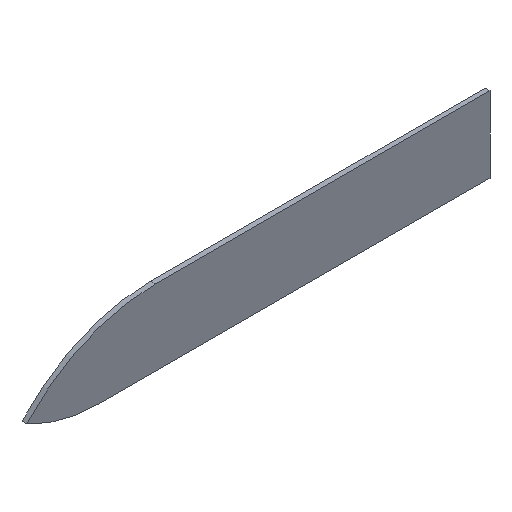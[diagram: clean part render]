
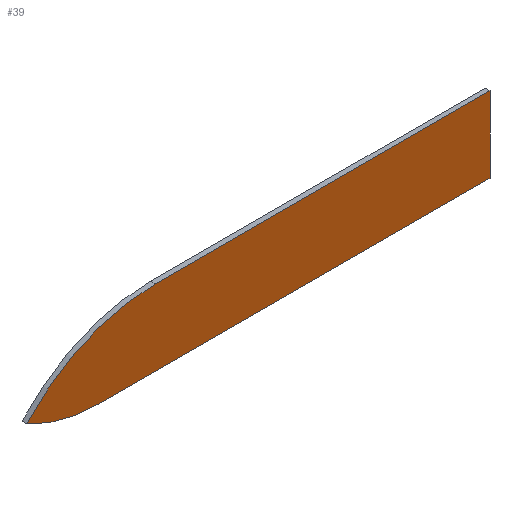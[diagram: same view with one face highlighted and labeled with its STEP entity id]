
A CAD part, isometric view. The second image highlights one B-rep face of the part: STEP entity #39.
In plain terms, the highlighted planar face has unit normal (0, -1, 0).
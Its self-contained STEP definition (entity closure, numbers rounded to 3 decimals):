
#2 = CARTESIAN_POINT ( 'NONE',  ( -48.445, -0.5, -3.991 ) ) ;
#4 = EDGE_CURVE ( 'NONE', #233, #126, #170, .T. ) ;
#5 = ORIENTED_EDGE ( 'NONE', *, *, #77, .F. ) ;
#8 = VECTOR ( 'NONE', #119, 1000. ) ;
#15 = CARTESIAN_POINT ( 'NONE',  ( -33.174, -0.5, -7.921 ) ) ;
#17 = VERTEX_POINT ( 'NONE', #237 ) ;
#18 = DIRECTION ( 'NONE',  ( 0., 0., -1. ) ) ;
#21 = EDGE_CURVE ( 'NONE', #43, #181, #214, .T. ) ;
#23 = CARTESIAN_POINT ( 'NONE',  ( 48.454, -0.5, 7.921 ) ) ;
#38 = DIRECTION ( 'NONE',  ( -1., 0., 0. ) ) ;
#39 = ADVANCED_FACE ( 'NONE', ( #150 ), #125, .F. ) ;
#43 = VERTEX_POINT ( 'NONE', #201 ) ;
#44 = DIRECTION ( 'NONE',  ( 0., 1., 0. ) ) ;
#46 = CARTESIAN_POINT ( 'NONE',  ( 48.454, -0.5, -7.921 ) ) ;
#47 = DIRECTION ( 'NONE',  ( 0., 0., -1. ) ) ;
#67 = ORIENTED_EDGE ( 'NONE', *, *, #21, .F. ) ;
#77 = EDGE_CURVE ( 'NONE', #181, #233, #230, .T. ) ;
#78 = CARTESIAN_POINT ( 'NONE',  ( -33.174, -0.5, 23.716 ) ) ;
#92 = CARTESIAN_POINT ( 'NONE',  ( -21.546, -0.5, 7.921 ) ) ;
#111 = CARTESIAN_POINT ( 'NONE',  ( -21.546, -0.5, -28.407 ) ) ;
#119 = DIRECTION ( 'NONE',  ( 1., 0., 0. ) ) ;
#122 = VECTOR ( 'NONE', #38, 1000. ) ;
#125 = PLANE ( 'NONE',  #213 ) ;
#126 = VERTEX_POINT ( 'NONE', #2 ) ;
#135 = ORIENTED_EDGE ( 'NONE', *, *, #4, .F. ) ;
#150 = FACE_OUTER_BOUND ( 'NONE', #231, .T. ) ;
#153 = DIRECTION ( 'NONE',  ( 0., 1., 0. ) ) ;
#163 = VECTOR ( 'NONE', #47, 1000. ) ;
#164 = DIRECTION ( 'NONE',  ( 0., 1., 0. ) ) ;
#169 = LINE ( 'NONE', #92, #8 ) ;
#170 = CIRCLE ( 'NONE', #178, 31.637 ) ;
#171 = EDGE_CURVE ( 'NONE', #17, #43, #169, .T. ) ;
#172 = CIRCLE ( 'NONE', #235, 36.328 ) ;
#178 = AXIS2_PLACEMENT_3D ( 'NONE', #78, #164, #191 ) ;
#179 = DIRECTION ( 'NONE',  ( 0., 0., 1. ) ) ;
#181 = VERTEX_POINT ( 'NONE', #46 ) ;
#191 = DIRECTION ( 'NONE',  ( 0., 0., 1. ) ) ;
#196 = CARTESIAN_POINT ( 'NONE',  ( -33.174, -0.5, 23.716 ) ) ;
#198 = ORIENTED_EDGE ( 'NONE', *, *, #171, .F. ) ;
#201 = CARTESIAN_POINT ( 'NONE',  ( 48.454, -0.5, 7.921 ) ) ;
#202 = CARTESIAN_POINT ( 'NONE',  ( -33.174, -0.5, -7.921 ) ) ;
#207 = EDGE_CURVE ( 'NONE', #126, #17, #172, .T. ) ;
#213 = AXIS2_PLACEMENT_3D ( 'NONE', #196, #153, #179 ) ;
#214 = LINE ( 'NONE', #23, #163 ) ;
#227 = ORIENTED_EDGE ( 'NONE', *, *, #207, .F. ) ;
#230 = LINE ( 'NONE', #15, #122 ) ;
#231 = EDGE_LOOP ( 'NONE', ( #67, #198, #227, #135, #5 ) ) ;
#233 = VERTEX_POINT ( 'NONE', #202 ) ;
#235 = AXIS2_PLACEMENT_3D ( 'NONE', #111, #44, #18 ) ;
#237 = CARTESIAN_POINT ( 'NONE',  ( -21.546, -0.5, 7.921 ) ) ;
